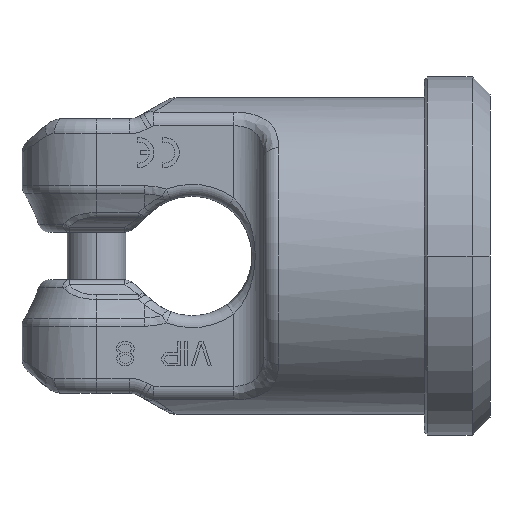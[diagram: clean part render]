
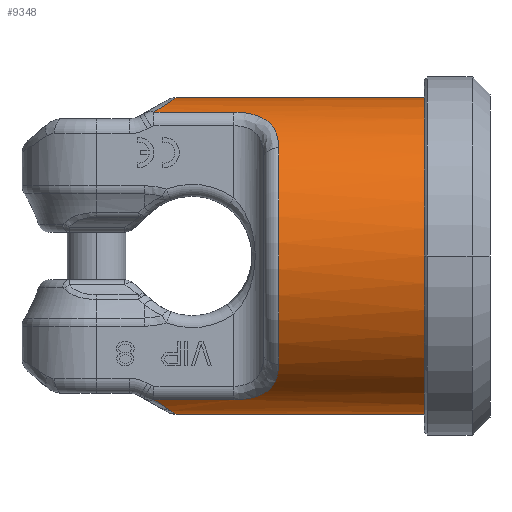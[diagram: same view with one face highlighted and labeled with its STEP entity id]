
A CAD part, front view. The second image highlights one B-rep face of the part: STEP entity #9348.
In plain terms, the highlighted cylindrical face has radius 26.5 mm (diameter 53 mm), a partial arc.
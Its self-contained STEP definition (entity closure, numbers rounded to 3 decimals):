
#927=DIRECTION('',(1.,0.,0.));
#928=VECTOR('',#927,41.596);
#929=CARTESIAN_POINT('',(25.804,0.,
-26.5));
#930=LINE('',#929,#928);
#1362=CARTESIAN_POINT('',(67.4,0.,0.));
#1363=DIRECTION('',(1.,0.,0.));
#1364=DIRECTION('',(0.,0.,1.));
#1365=AXIS2_PLACEMENT_3D('',#1362,#1363,#1364);
#1367=CARTESIAN_POINT('',(22.102,-11.042,
-24.09));
#1368=CARTESIAN_POINT('',(22.536,-10.425,
-24.373));
#1369=CARTESIAN_POINT('',(23.316,-9.192,
-24.88));
#1370=CARTESIAN_POINT('',(24.232,-7.373,
-25.476));
#1371=CARTESIAN_POINT('',(24.915,-5.601,
-25.922));
#1372=CARTESIAN_POINT('',(25.403,-3.855,
-26.239));
#1373=CARTESIAN_POINT('',(25.727,-1.977,
-26.45));
#1374=CARTESIAN_POINT('',(25.804,-0.669,
-26.5));
#1375=CARTESIAN_POINT('',(25.804,0.,
-26.5));
#1377=DIRECTION('',(-1.,0.,0.));
#1378=VECTOR('',#1377,13.398);
#1379=CARTESIAN_POINT('',(35.5,-11.042,
-24.09));
#1380=LINE('',#1379,#1378);
#1381=CARTESIAN_POINT('',(43.,-19.323,-18.135));
#1382=CARTESIAN_POINT('',(43.,-18.866,
-18.622));
#1383=CARTESIAN_POINT('',(42.938,-17.93,
-19.55));
#1384=CARTESIAN_POINT('',(42.547,-16.335,
-20.897));
#1385=CARTESIAN_POINT('',(41.918,-14.953,
-21.896));
#1386=CARTESIAN_POINT('',(41.115,-13.768,
-22.655));
#1387=CARTESIAN_POINT('',(40.155,-12.777,
-23.223));
#1388=CARTESIAN_POINT('',(39.082,-12.003,
-23.63));
#1389=CARTESIAN_POINT('',(37.934,-11.449,
-23.901));
#1390=CARTESIAN_POINT('',(36.718,-11.114,
-24.057));
#1391=CARTESIAN_POINT('',(35.908,-11.042,
-24.09));
#1392=CARTESIAN_POINT('',(35.5,-11.042,
-24.09));
#1394=CARTESIAN_POINT('',(43.,0.,0.));
#1395=DIRECTION('',(1.,0.,0.));
#1396=DIRECTION('',(0.,-0.729,0.684));
#1397=AXIS2_PLACEMENT_3D('',#1394,#1395,#1396);
#1399=CARTESIAN_POINT('',(35.5,-11.042,24.09));
#1400=CARTESIAN_POINT('',(35.908,-11.042,24.09));
#1401=CARTESIAN_POINT('',(36.718,-11.114,24.057));
#1402=CARTESIAN_POINT('',(37.934,-11.449,23.901));
#1403=CARTESIAN_POINT('',(39.082,-12.003,23.63));
#1404=CARTESIAN_POINT('',(40.155,-12.778,23.223));
#1405=CARTESIAN_POINT('',(41.115,-13.768,22.654));
#1406=CARTESIAN_POINT('',(41.918,-14.953,21.896));
#1407=CARTESIAN_POINT('',(42.547,-16.335,20.897));
#1408=CARTESIAN_POINT('',(42.938,-17.93,19.55));
#1409=CARTESIAN_POINT('',(43.,-18.866,18.622));
#1410=CARTESIAN_POINT('',(43.,-19.323,18.135));
#1412=DIRECTION('',(1.,0.,0.));
#1413=VECTOR('',#1412,13.398);
#1414=CARTESIAN_POINT('',(22.102,-11.042,24.09));
#1415=LINE('',#1414,#1413);
#1416=CARTESIAN_POINT('',(25.804,0.,
26.5));
#1417=CARTESIAN_POINT('',(25.804,-0.587,
26.5));
#1418=CARTESIAN_POINT('',(25.743,-1.763,26.46));
#1419=CARTESIAN_POINT('',(25.481,-3.484,26.29));
#1420=CARTESIAN_POINT('',(25.023,-5.278,25.991));
#1421=CARTESIAN_POINT('',(24.334,-7.15,25.543));
#1422=CARTESIAN_POINT('',(23.374,-9.099,24.918));
#1423=CARTESIAN_POINT('',(22.558,-10.395,24.386));
#1424=CARTESIAN_POINT('',(22.102,-11.042,24.09));
#1426=DIRECTION('',(1.,0.,0.));
#1427=VECTOR('',#1426,41.596);
#1428=CARTESIAN_POINT('',(25.804,0.,
26.5));
#1429=LINE('',#1428,#1427);
#6561=CARTESIAN_POINT('',(25.804,0.,26.5));
#6563=VERTEX_POINT('',#6561);
#6565=CARTESIAN_POINT('',(25.804,0.,
-26.5));
#6567=VERTEX_POINT('',#6565);
#6571=VERTEX_POINT('',#1399);
#6572=VERTEX_POINT('',#1410);
#6573=CARTESIAN_POINT('',(22.102,-11.042,24.09));
#6574=VERTEX_POINT('',#6573);
#6597=VERTEX_POINT('',#1381);
#6598=VERTEX_POINT('',#1392);
#6603=CARTESIAN_POINT('',(22.102,-11.042,
-24.09));
#6604=VERTEX_POINT('',#6603);
#7929=CARTESIAN_POINT('',(67.4,0.,-26.5));
#7930=CARTESIAN_POINT('',(67.4,0.,26.5));
#7931=VERTEX_POINT('',#7929);
#7932=VERTEX_POINT('',#7930);
#9323=CARTESIAN_POINT('',(0.,0.,0.));
#9324=DIRECTION('',(1.,0.,0.));
#9325=DIRECTION('',(0.,0.,-1.));
#9326=AXIS2_PLACEMENT_3D('',#9323,#9324,#9325);
#9327=CYLINDRICAL_SURFACE('',#9326,26.5);
#9329=ORIENTED_EDGE('',*,*,#9328,.T.);
#9330=ORIENTED_EDGE('',*,*,#7956,.F.);
#9332=ORIENTED_EDGE('',*,*,#9331,.F.);
#9334=ORIENTED_EDGE('',*,*,#9333,.F.);
#9336=ORIENTED_EDGE('',*,*,#9335,.F.);
#9338=ORIENTED_EDGE('',*,*,#9337,.F.);
#9340=ORIENTED_EDGE('',*,*,#9339,.F.);
#9342=ORIENTED_EDGE('',*,*,#9341,.F.);
#9344=ORIENTED_EDGE('',*,*,#9343,.F.);
#9345=ORIENTED_EDGE('',*,*,#7940,.T.);
#9346=EDGE_LOOP('',(#9329,#9330,#9332,#9334,#9336,#9338,#9340,#9342,#9344,
#9345));
#9347=FACE_OUTER_BOUND('',#9346,.F.);
#9348=ADVANCED_FACE('',(#9347),#9327,.T.);
#1366=CIRCLE('',#1365,26.5);
#1376=B_SPLINE_CURVE_WITH_KNOTS('',3,(#1367,#1368,#1369,#1370,#1371,#1372,#1373,
#1374,#1375),.UNSPECIFIED.,.F.,.F.,(4,1,1,1,1,1,4),(0.,0.167,
0.333,0.5,0.667,0.833,1.),
.UNSPECIFIED.);
#1393=B_SPLINE_CURVE_WITH_KNOTS('',3,(#1381,#1382,#1383,#1384,#1385,#1386,#1387,
#1388,#1389,#1390,#1391,#1392),.UNSPECIFIED.,.F.,.F.,(4,1,1,1,1,1,1,1,1,4),
(0.,0.111,0.222,0.333,0.444,
0.556,0.667,0.778,0.889,1.),
.UNSPECIFIED.);
#1398=CIRCLE('',#1397,26.5);
#1411=B_SPLINE_CURVE_WITH_KNOTS('',3,(#1399,#1400,#1401,#1402,#1403,#1404,#1405,
#1406,#1407,#1408,#1409,#1410),.UNSPECIFIED.,.F.,.F.,(4,1,1,1,1,1,1,1,1,4),
(0.,0.111,0.222,0.333,0.444,
0.556,0.667,0.778,0.889,1.),
.UNSPECIFIED.);
#1425=B_SPLINE_CURVE_WITH_KNOTS('',3,(#1416,#1417,#1418,#1419,#1420,#1421,#1422,
#1423,#1424),.UNSPECIFIED.,.F.,.F.,(4,1,1,1,1,1,4),(0.,0.167,
0.333,0.5,0.667,0.833,1.),
.UNSPECIFIED.);
#7940=EDGE_CURVE('',#6563,#7932,#1429,.T.);
#7956=EDGE_CURVE('',#6567,#7931,#930,.T.);
#9328=EDGE_CURVE('',#7932,#7931,#1366,.T.);
#9331=EDGE_CURVE('',#6604,#6567,#1376,.T.);
#9333=EDGE_CURVE('',#6598,#6604,#1380,.T.);
#9335=EDGE_CURVE('',#6597,#6598,#1393,.T.);
#9337=EDGE_CURVE('',#6572,#6597,#1398,.T.);
#9339=EDGE_CURVE('',#6571,#6572,#1411,.T.);
#9341=EDGE_CURVE('',#6574,#6571,#1415,.T.);
#9343=EDGE_CURVE('',#6563,#6574,#1425,.T.);
